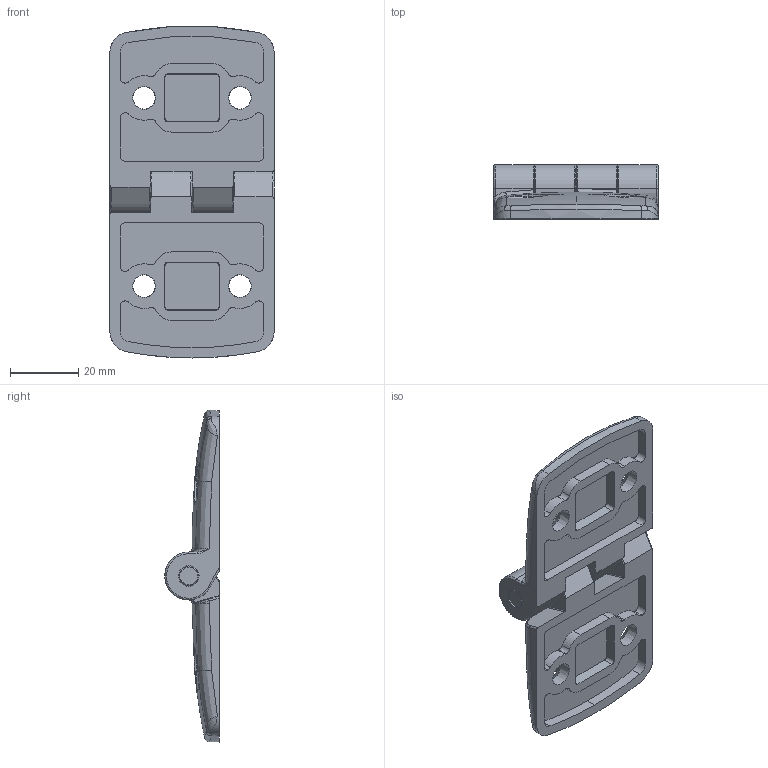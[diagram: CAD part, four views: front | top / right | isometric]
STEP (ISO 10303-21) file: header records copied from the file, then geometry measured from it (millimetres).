
FILE_DESCRIPTION (( 'STEP AP203' ), '1' );
FILE_NAME ('202535646_c_1.STEP', '2023-03-09T04:09:58', ( '' ), ( '' ), 'SwSTEP 2.0', 'SolidWorks 2014', '' );
FILE_SCHEMA (( 'CONFIG_CONTROL_DESIGN' ));
Length unit declared in the file: millimetre
Products named in the file (1): 202535646_c_1
Bounding box: 48 x 15.9 x 97 mm (x, y, z)
Volume: 24834.9 mm3; surface area: 17871.5 mm2
Topology: 7 solids, 7 shells, 500 faces, 1300 edges, 806 vertices
Faces by surface type: plane 226, cylinder 171, bspline 75, cone 28
Entity records: 18286 total; most frequent: CARTESIAN_POINT 6480, ORIENTED_EDGE 2576, DIRECTION 2353, EDGE_CURVE 1288, AXIS2_PLACEMENT_3D 892, VERTEX_POINT 806, LINE 569, VECTOR 569
